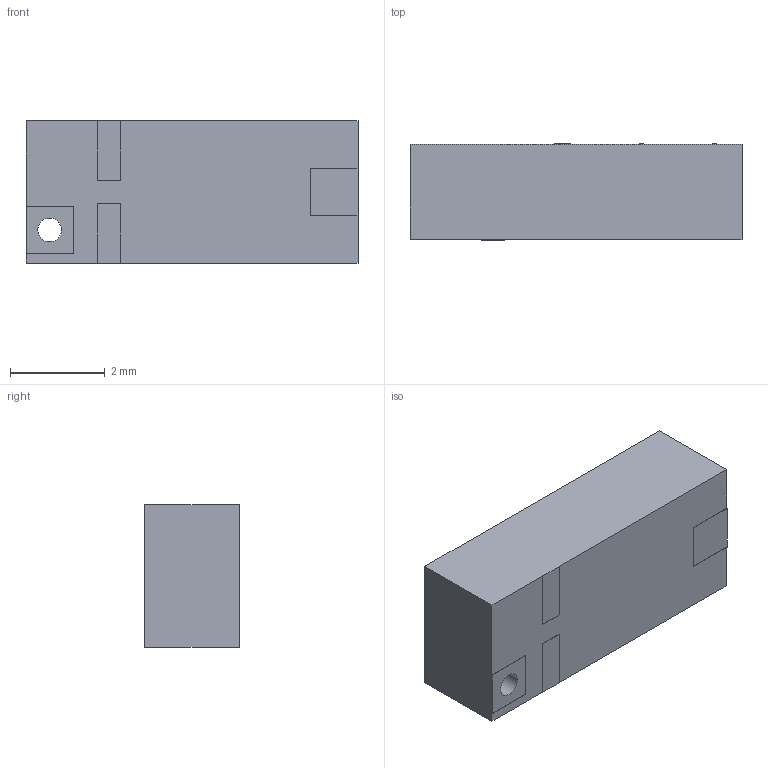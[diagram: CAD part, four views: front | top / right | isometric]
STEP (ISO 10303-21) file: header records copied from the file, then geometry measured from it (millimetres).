
FILE_DESCRIPTION(/* description */ (''),/* implementation_level */ '2;1');
FILE_NAME(/* name */ 'NN03-320.stp',/* time_stamp */ '2020-07-15T12:09:31+02:00',/* author */ ('matlab'),/* organization */ (''),/* preprocessor_version */ 'ST-DEVELOPER v16.1',/* originating_system */ 'Autodesk Inventor LT ',/* authorisation */ '');
FILE_SCHEMA (('AUTOMOTIVE_DESIGN { 1 0 10303 214 3 1 1 }'));
Length unit declared in the file: millimetre
Products named in the file (1): NN03-320
Bounding box: 7 x 2.02 x 3 mm (x, y, z)
Volume: 41.7 mm3; surface area: 85.1 mm2
Topology: 1 solids, 1 shells, 36 faces, 100 edges, 67 vertices
Faces by surface type: plane 35, cylinder 1
Full cylindrical faces by diameter (mm): 0.5 x1
Entity records: 1197 total; most frequent: CARTESIAN_POINT 201, ORIENTED_EDGE 196, DIRECTION 174, EDGE_CURVE 98, LINE 96, VECTOR 96, VERTEX_POINT 66, EDGE_LOOP 40
